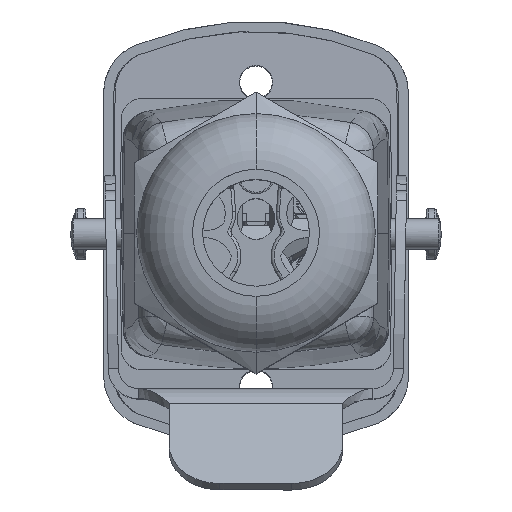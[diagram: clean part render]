
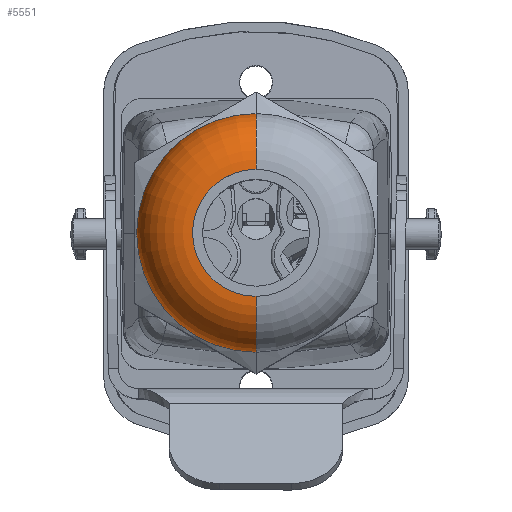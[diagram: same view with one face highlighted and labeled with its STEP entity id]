
A CAD part, top view. The second image highlights one B-rep face of the part: STEP entity #5551.
In plain terms, the highlighted toroidal (fillet/blend) face has major radius 6.25 mm and minor radius 5.5 mm.
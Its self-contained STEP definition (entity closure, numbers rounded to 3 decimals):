
#5434=AXIS2_PLACEMENT_3D('Circle Axis2P3D',#5432,#5433,$) ;
#5524=AXIS2_PLACEMENT_3D('Torus Axis2P3D',#5521,#5522,#5523) ;
#5528=AXIS2_PLACEMENT_3D('Circle Axis2P3D',#5526,#5527,$) ;
#5535=AXIS2_PLACEMENT_3D('Circle Axis2P3D',#5533,#5534,$) ;
#5542=AXIS2_PLACEMENT_3D('Circle Axis2P3D',#5540,#5541,$) ;
#5422=CARTESIAN_POINT('Vertex',(18.25,36.987,102.8)) ;
#5429=CARTESIAN_POINT('Vertex',(18.25,13.487,102.8)) ;
#5432=CARTESIAN_POINT('Axis2P3D Location',(18.25,25.237,102.8)) ;
#5521=CARTESIAN_POINT('Axis2P3D Location',(18.25,25.237,102.8)) ;
#5526=CARTESIAN_POINT('Axis2P3D Location',(18.25,31.487,102.8)) ;
#5530=CARTESIAN_POINT('Vertex',(18.25,31.487,108.3)) ;
#5533=CARTESIAN_POINT('Axis2P3D Location',(18.25,18.987,102.8)) ;
#5537=CARTESIAN_POINT('Vertex',(18.25,18.987,108.3)) ;
#5540=CARTESIAN_POINT('Axis2P3D Location',(18.25,25.237,108.3)) ;
#5433=DIRECTION('Axis2P3D Direction',(0.,0.,1.)) ;
#5522=DIRECTION('Axis2P3D Direction',(0.,0.,-1.)) ;
#5523=DIRECTION('Axis2P3D XDirection',(0.,-1.,0.)) ;
#5527=DIRECTION('Axis2P3D Direction',(-1.,0.,0.)) ;
#5534=DIRECTION('Axis2P3D Direction',(1.,0.,0.)) ;
#5541=DIRECTION('Axis2P3D Direction',(0.,0.,-1.)) ;
#5546=ORIENTED_EDGE('',*,*,#5532,.F.) ;
#5547=ORIENTED_EDGE('',*,*,#5436,.F.) ;
#5548=ORIENTED_EDGE('',*,*,#5539,.F.) ;
#5549=ORIENTED_EDGE('',*,*,#5544,.T.) ;
#5551=ADVANCED_FACE('Hauptk\X2\00F6\X0\rper.1',(#5550),#5525,.T.) ;
#5435=CIRCLE('generated circle',#5434,11.75) ;
#5529=CIRCLE('generated circle',#5528,5.5) ;
#5536=CIRCLE('generated circle',#5535,5.5) ;
#5543=CIRCLE('generated circle',#5542,6.25) ;
#5525=TOROIDAL_SURFACE('homeo Torus',#5524,6.25,5.5) ;
#5436=EDGE_CURVE('',#5430,#5423,#5435,.F.) ;
#5532=EDGE_CURVE('',#5423,#5531,#5529,.F.) ;
#5539=EDGE_CURVE('',#5538,#5430,#5536,.T.) ;
#5544=EDGE_CURVE('',#5538,#5531,#5543,.T.) ;
#5545=EDGE_LOOP('',(#5546,#5547,#5548,#5549)) ;
#5550=FACE_OUTER_BOUND('',#5545,.T.) ;
#5423=VERTEX_POINT('',#5422) ;
#5430=VERTEX_POINT('',#5429) ;
#5531=VERTEX_POINT('',#5530) ;
#5538=VERTEX_POINT('',#5537) ;
